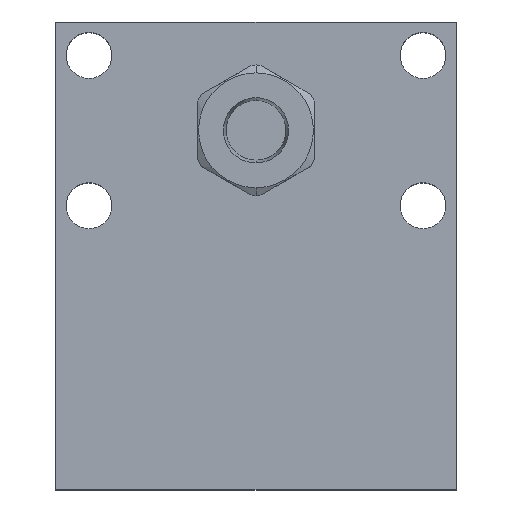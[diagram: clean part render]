
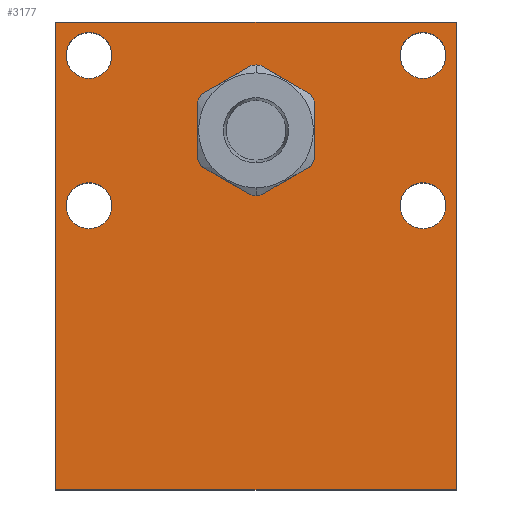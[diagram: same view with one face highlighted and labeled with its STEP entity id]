
A CAD part, top view. The second image highlights one B-rep face of the part: STEP entity #3177.
In plain terms, the highlighted planar face has unit normal (0, 0, 1).
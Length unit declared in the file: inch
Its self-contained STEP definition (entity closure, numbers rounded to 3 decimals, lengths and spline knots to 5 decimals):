
#133=DIRECTION('',(0.,-1.,0.));
#134=VECTOR('',#133,3.5);
#135=CARTESIAN_POINT('',(0.,0.,1.938));
#136=LINE('',#135,#134);
#137=DIRECTION('',(-1.,0.,0.));
#138=VECTOR('',#137,3.);
#139=CARTESIAN_POINT('',(3.,0.,1.938));
#140=LINE('',#139,#138);
#141=DIRECTION('',(0.,1.,0.));
#142=VECTOR('',#141,3.5);
#143=CARTESIAN_POINT('',(3.,-3.5,1.938));
#144=LINE('',#143,#142);
#145=DIRECTION('',(1.,0.,0.));
#146=VECTOR('',#145,3.);
#147=CARTESIAN_POINT('',(0.,-3.5,1.938));
#148=LINE('',#147,#146);
#149=CARTESIAN_POINT('',(0.25,-0.25,1.938));
#150=DIRECTION('',(0.,0.,1.));
#151=DIRECTION('',(0.,1.,0.));
#152=AXIS2_PLACEMENT_3D('',#149,#150,#151);
#154=CARTESIAN_POINT('',(0.25,-0.25,1.938));
#155=DIRECTION('',(0.,0.,1.));
#156=DIRECTION('',(0.,-1.,0.));
#157=AXIS2_PLACEMENT_3D('',#154,#155,#156);
#159=CARTESIAN_POINT('',(2.75,-0.25,1.938));
#160=DIRECTION('',(0.,0.,1.));
#161=DIRECTION('',(0.,1.,0.));
#162=AXIS2_PLACEMENT_3D('',#159,#160,#161);
#164=CARTESIAN_POINT('',(2.75,-0.25,1.938));
#165=DIRECTION('',(0.,0.,1.));
#166=DIRECTION('',(0.,-1.,0.));
#167=AXIS2_PLACEMENT_3D('',#164,#165,#166);
#169=CARTESIAN_POINT('',(2.75,-1.375,1.938));
#170=DIRECTION('',(0.,0.,1.));
#171=DIRECTION('',(0.,1.,0.));
#172=AXIS2_PLACEMENT_3D('',#169,#170,#171);
#174=CARTESIAN_POINT('',(2.75,-1.375,1.938));
#175=DIRECTION('',(0.,0.,1.));
#176=DIRECTION('',(0.,-1.,0.));
#177=AXIS2_PLACEMENT_3D('',#174,#175,#176);
#179=CARTESIAN_POINT('',(0.25,-1.375,1.938));
#180=DIRECTION('',(0.,0.,1.));
#181=DIRECTION('',(0.,1.,0.));
#182=AXIS2_PLACEMENT_3D('',#179,#180,#181);
#184=CARTESIAN_POINT('',(0.25,-1.375,1.938));
#185=DIRECTION('',(0.,0.,1.));
#186=DIRECTION('',(0.,-1.,0.));
#187=AXIS2_PLACEMENT_3D('',#184,#185,#186);
#189=CARTESIAN_POINT('',(1.5,-0.812,1.938));
#190=DIRECTION('',(0.,0.,-1.));
#191=DIRECTION('',(-1.,0.,0.));
#192=AXIS2_PLACEMENT_3D('',#189,#190,#191);
#194=CARTESIAN_POINT('',(1.5,-0.812,1.938));
#195=DIRECTION('',(0.,0.,-1.));
#196=DIRECTION('',(1.,0.,0.));
#197=AXIS2_PLACEMENT_3D('',#194,#195,#196);
#2665=CARTESIAN_POINT('',(0.,0.,1.938));
#2666=CARTESIAN_POINT('',(0.,-3.5,1.938));
#2667=VERTEX_POINT('',#2665);
#2668=VERTEX_POINT('',#2666);
#2669=CARTESIAN_POINT('',(3.,-3.5,1.938));
#2670=VERTEX_POINT('',#2669);
#2671=CARTESIAN_POINT('',(3.,0.,1.938));
#2672=VERTEX_POINT('',#2671);
#2677=CARTESIAN_POINT('',(0.25,-0.078,1.938));
#2678=CARTESIAN_POINT('',(0.25,-0.422,1.938));
#2679=VERTEX_POINT('',#2677);
#2680=VERTEX_POINT('',#2678);
#2685=CARTESIAN_POINT('',(2.75,-0.078,1.938));
#2686=CARTESIAN_POINT('',(2.75,-0.422,1.938));
#2687=VERTEX_POINT('',#2685);
#2688=VERTEX_POINT('',#2686);
#2693=CARTESIAN_POINT('',(2.75,-1.203,1.938));
#2694=CARTESIAN_POINT('',(2.75,-1.547,1.938));
#2695=VERTEX_POINT('',#2693);
#2696=VERTEX_POINT('',#2694);
#2701=CARTESIAN_POINT('',(0.25,-1.203,1.938));
#2702=CARTESIAN_POINT('',(0.25,-1.547,1.938));
#2703=VERTEX_POINT('',#2701);
#2704=VERTEX_POINT('',#2702);
#2817=CARTESIAN_POINT('',(1.0695,-0.812,1.938));
#2818=CARTESIAN_POINT('',(1.9305,-0.812,1.938));
#2819=VERTEX_POINT('',#2817);
#2820=VERTEX_POINT('',#2818);
#3136=CARTESIAN_POINT('',(0.,0.,1.938));
#3137=DIRECTION('',(0.,0.,1.));
#3138=DIRECTION('',(1.,0.,0.));
#3139=AXIS2_PLACEMENT_3D('',#3136,#3137,#3138);
#3140=PLANE('',#3139);
#3141=ORIENTED_EDGE('',*,*,#3064,.F.);
#3142=ORIENTED_EDGE('',*,*,#3085,.F.);
#3143=ORIENTED_EDGE('',*,*,#3099,.F.);
#3144=ORIENTED_EDGE('',*,*,#3118,.F.);
#3145=EDGE_LOOP('',(#3141,#3142,#3143,#3144));
#3146=FACE_OUTER_BOUND('',#3145,.F.);
#3148=ORIENTED_EDGE('',*,*,#3147,.T.);
#3150=ORIENTED_EDGE('',*,*,#3149,.T.);
#3151=EDGE_LOOP('',(#3148,#3150));
#3152=FACE_BOUND('',#3151,.F.);
#3154=ORIENTED_EDGE('',*,*,#3153,.T.);
#3156=ORIENTED_EDGE('',*,*,#3155,.T.);
#3157=EDGE_LOOP('',(#3154,#3156));
#3158=FACE_BOUND('',#3157,.F.);
#3160=ORIENTED_EDGE('',*,*,#3159,.T.);
#3162=ORIENTED_EDGE('',*,*,#3161,.T.);
#3163=EDGE_LOOP('',(#3160,#3162));
#3164=FACE_BOUND('',#3163,.F.);
#3166=ORIENTED_EDGE('',*,*,#3165,.T.);
#3168=ORIENTED_EDGE('',*,*,#3167,.T.);
#3169=EDGE_LOOP('',(#3166,#3168));
#3170=FACE_BOUND('',#3169,.F.);
#3172=ORIENTED_EDGE('',*,*,#3171,.F.);
#3174=ORIENTED_EDGE('',*,*,#3173,.F.);
#3175=EDGE_LOOP('',(#3172,#3174));
#3176=FACE_BOUND('',#3175,.F.);
#3177=ADVANCED_FACE('',(#3146,#3152,#3158,#3164,#3170,#3176),#3140,.T.);
#153=CIRCLE('',#152,0.172);
#158=CIRCLE('',#157,0.172);
#163=CIRCLE('',#162,0.172);
#168=CIRCLE('',#167,0.172);
#173=CIRCLE('',#172,0.172);
#178=CIRCLE('',#177,0.172);
#183=CIRCLE('',#182,0.172);
#188=CIRCLE('',#187,0.172);
#193=CIRCLE('',#192,0.4305);
#198=CIRCLE('',#197,0.4305);
#3064=EDGE_CURVE('',#2667,#2668,#136,.T.);
#3085=EDGE_CURVE('',#2672,#2667,#140,.T.);
#3099=EDGE_CURVE('',#2670,#2672,#144,.T.);
#3118=EDGE_CURVE('',#2668,#2670,#148,.T.);
#3147=EDGE_CURVE('',#2679,#2680,#153,.T.);
#3149=EDGE_CURVE('',#2680,#2679,#158,.T.);
#3153=EDGE_CURVE('',#2687,#2688,#163,.T.);
#3155=EDGE_CURVE('',#2688,#2687,#168,.T.);
#3159=EDGE_CURVE('',#2695,#2696,#173,.T.);
#3161=EDGE_CURVE('',#2696,#2695,#178,.T.);
#3165=EDGE_CURVE('',#2703,#2704,#183,.T.);
#3167=EDGE_CURVE('',#2704,#2703,#188,.T.);
#3171=EDGE_CURVE('',#2819,#2820,#193,.T.);
#3173=EDGE_CURVE('',#2820,#2819,#198,.T.);
